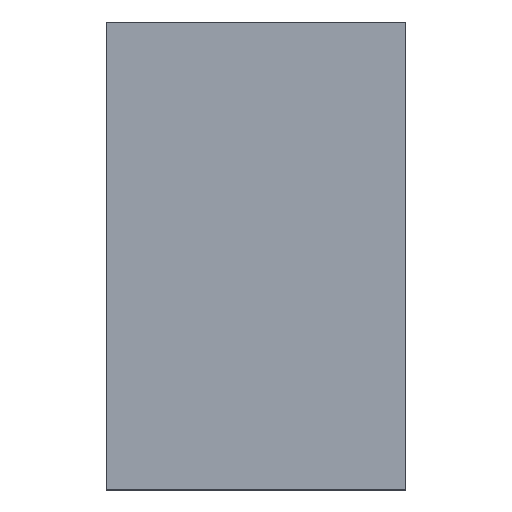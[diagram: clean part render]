
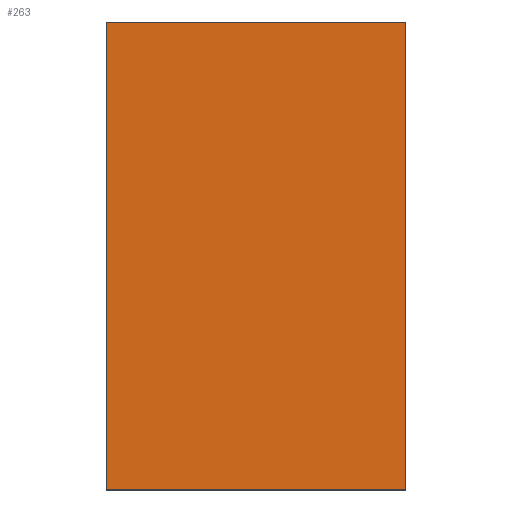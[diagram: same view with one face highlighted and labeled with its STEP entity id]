
A CAD part, top view. The second image highlights one B-rep face of the part: STEP entity #263.
In plain terms, the highlighted planar face has unit normal (0, 0, 1).
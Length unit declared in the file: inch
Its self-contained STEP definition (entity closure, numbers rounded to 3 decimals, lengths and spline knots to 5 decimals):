
#263=ADVANCED_FACE('',(#302),#287,.T.);
#287=PLANE('',#499);
#302=FACE_OUTER_BOUND('',#316,.T.);
#316=EDGE_LOOP('',(#370,#371,#372,#373));
#370=ORIENTED_EDGE('',*,*,#442,.T.);
#371=ORIENTED_EDGE('',*,*,#446,.T.);
#372=ORIENTED_EDGE('',*,*,#449,.T.);
#373=ORIENTED_EDGE('',*,*,#451,.T.);
#416=VERTEX_POINT('',#640);
#417=VERTEX_POINT('',#642);
#419=VERTEX_POINT('',#648);
#421=VERTEX_POINT('',#654);
#442=EDGE_CURVE('',#417,#416,#472,.T.);
#446=EDGE_CURVE('',#416,#419,#476,.T.);
#449=EDGE_CURVE('',#419,#421,#479,.T.);
#451=EDGE_CURVE('',#421,#417,#481,.T.);
#472=LINE('',#641,#484);
#476=LINE('',#649,#488);
#479=LINE('',#655,#491);
#481=LINE('',#658,#493);
#484=VECTOR('',#541,1.);
#488=VECTOR('',#547,1.);
#491=VECTOR('',#552,1.);
#493=VECTOR('',#556,1.);
#499=AXIS2_PLACEMENT_3D('',#660,#559,#560);
#541=DIRECTION('',(0.,-1.,0.));
#547=DIRECTION('',(1.,0.,0.));
#552=DIRECTION('',(0.,1.,0.));
#556=DIRECTION('',(-1.,0.,0.));
#559=DIRECTION('',(0.,0.,1.));
#560=DIRECTION('',(1.,0.,0.));
#640=CARTESIAN_POINT('',(0.,0.,0.48));
#641=CARTESIAN_POINT('',(0.,1.25,0.48));
#642=CARTESIAN_POINT('',(0.,1.25,0.48));
#648=CARTESIAN_POINT('',(0.8,0.,0.48));
#649=CARTESIAN_POINT('',(0.,0.,0.48));
#654=CARTESIAN_POINT('',(0.8,1.25,0.48));
#655=CARTESIAN_POINT('',(0.8,0.,0.48));
#658=CARTESIAN_POINT('',(0.8,1.25,0.48));
#660=CARTESIAN_POINT('',(0.,0.,0.48));
